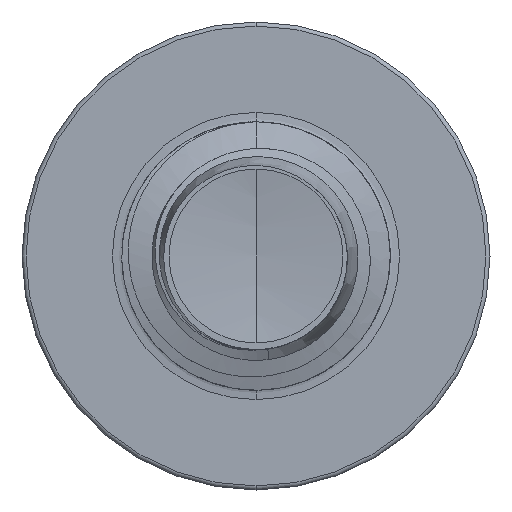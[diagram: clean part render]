
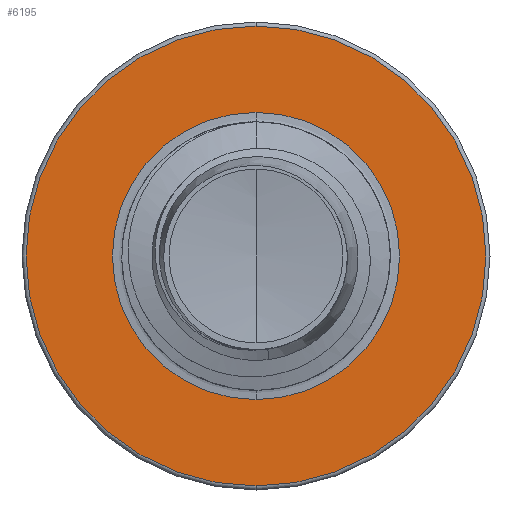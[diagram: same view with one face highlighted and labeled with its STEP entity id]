
A CAD part, front view. The second image highlights one B-rep face of the part: STEP entity #6195.
In plain terms, the highlighted planar face has unit normal (0, -1, 0).
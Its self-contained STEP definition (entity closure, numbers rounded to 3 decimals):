
#721 = EDGE_CURVE ( 'NONE', #2399, #13269, #1702, .T. ) ;
#986 = AXIS2_PLACEMENT_3D ( 'NONE', #2672, #10142, #3883 ) ;
#1629 = EDGE_LOOP ( 'NONE', ( #2787, #13713 ) ) ;
#1702 = CIRCLE ( 'NONE', #7518, 2.998 ) ;
#2399 = VERTEX_POINT ( 'NONE', #2539 ) ;
#2539 = CARTESIAN_POINT ( 'NONE',  ( 0., 5., -2.997 ) ) ;
#2672 = CARTESIAN_POINT ( 'NONE',  ( 0., 5., 0. ) ) ;
#2787 = ORIENTED_EDGE ( 'NONE', *, *, #4853, .F. ) ;
#3449 = DIRECTION ( 'NONE',  ( 0., 0., 1. ) ) ;
#3470 = DIRECTION ( 'NONE',  ( 0., 1., 0. ) ) ;
#3477 = CARTESIAN_POINT ( 'NONE',  ( 0., 5., 0. ) ) ;
#3883 = DIRECTION ( 'NONE',  ( 0., 0., 1. ) ) ;
#4050 = EDGE_CURVE ( 'NONE', #5510, #7681, #7768, .T. ) ;
#4177 = AXIS2_PLACEMENT_3D ( 'NONE', #4492, #11494, #5671 ) ;
#4357 = FACE_OUTER_BOUND ( 'NONE', #1629, .T. ) ;
#4492 = CARTESIAN_POINT ( 'NONE',  ( 0., 5., 0. ) ) ;
#4853 = EDGE_CURVE ( 'NONE', #13269, #2399, #13959, .T. ) ;
#5510 = VERTEX_POINT ( 'NONE', #9936 ) ;
#5671 = DIRECTION ( 'NONE',  ( 0., 0., 1. ) ) ;
#5751 = CARTESIAN_POINT ( 'NONE',  ( 0., 5., 1.872 ) ) ;
#6195 = ADVANCED_FACE ( 'NONE', ( #4357, #7000 ), #11569, .F. ) ;
#6841 = DIRECTION ( 'NONE',  ( 0., 0., 1. ) ) ;
#7000 = FACE_BOUND ( 'NONE', #9730, .T. ) ;
#7133 = CARTESIAN_POINT ( 'NONE',  ( 0., 5., 0. ) ) ;
#7518 = AXIS2_PLACEMENT_3D ( 'NONE', #3477, #3470, #3449 ) ;
#7601 = AXIS2_PLACEMENT_3D ( 'NONE', #10522, #12505, #6841 ) ;
#7681 = VERTEX_POINT ( 'NONE', #5751 ) ;
#7768 = CIRCLE ( 'NONE', #10012, 1.872 ) ;
#7960 = CARTESIAN_POINT ( 'NONE',  ( 0., 5., 2.998 ) ) ;
#8096 = DIRECTION ( 'NONE',  ( 0., 0., 1. ) ) ;
#8625 = EDGE_CURVE ( 'NONE', #7681, #5510, #11038, .T. ) ;
#9215 = ORIENTED_EDGE ( 'NONE', *, *, #4050, .T. ) ;
#9730 = EDGE_LOOP ( 'NONE', ( #11389, #9215 ) ) ;
#9936 = CARTESIAN_POINT ( 'NONE',  ( 0., 5., -1.872 ) ) ;
#10012 = AXIS2_PLACEMENT_3D ( 'NONE', #7133, #13883, #8096 ) ;
#10142 = DIRECTION ( 'NONE',  ( 0., 1., 0. ) ) ;
#10522 = CARTESIAN_POINT ( 'NONE',  ( 0., 5., -1.872 ) ) ;
#11038 = CIRCLE ( 'NONE', #986, 1.872 ) ;
#11389 = ORIENTED_EDGE ( 'NONE', *, *, #8625, .T. ) ;
#11494 = DIRECTION ( 'NONE',  ( 0., 1., 0. ) ) ;
#11569 = PLANE ( 'NONE',  #7601 ) ;
#12505 = DIRECTION ( 'NONE',  ( 0., 1., 0. ) ) ;
#13269 = VERTEX_POINT ( 'NONE', #7960 ) ;
#13713 = ORIENTED_EDGE ( 'NONE', *, *, #721, .F. ) ;
#13883 = DIRECTION ( 'NONE',  ( 0., 1., 0. ) ) ;
#13959 = CIRCLE ( 'NONE', #4177, 2.998 ) ;
